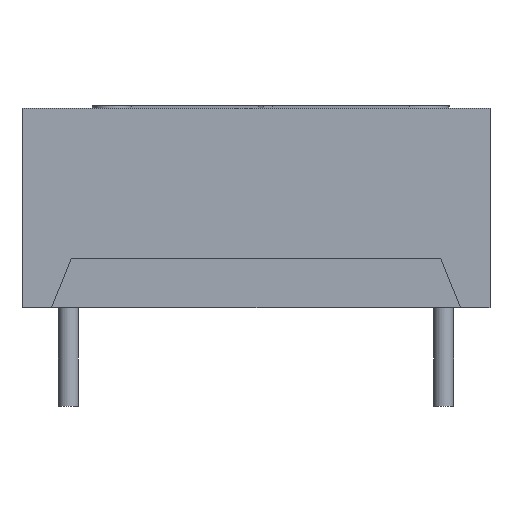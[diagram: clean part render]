
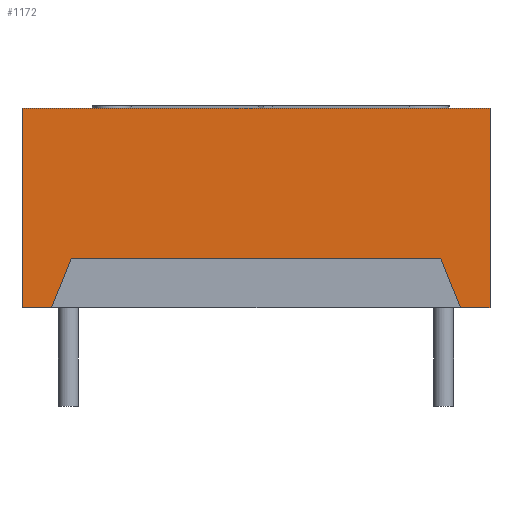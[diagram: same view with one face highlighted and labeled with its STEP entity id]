
A CAD part, front view. The second image highlights one B-rep face of the part: STEP entity #1172.
In plain terms, the highlighted planar face has unit normal (0, -1, 0).
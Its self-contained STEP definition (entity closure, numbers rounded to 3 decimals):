
#13=DIRECTION('',(0.,0.,1.));
#38=VECTOR('',#13,1.);
#62=VERTEX_POINT('',#63);
#63=CARTESIAN_POINT('',(17.12,-31.5,8.1));
#66=DIRECTION('',(0.,-1.,0.));
#67=ORIENTED_EDGE('',*,*,#68,.T.);
#68=EDGE_CURVE('',#62,#69,#71,.T.);
#69=VERTEX_POINT('',#70);
#70=CARTESIAN_POINT('',(-1.88,-31.5,8.1));
#71=LINE('',#63,#72);
#72=VECTOR('',#73,1.);
#73=DIRECTION('',(-1.,0.,0.));
#1097=VERTEX_POINT('',#1098);
#1098=CARTESIAN_POINT('',(-1.88,-31.5,0.));
#1103=EDGE_CURVE('',#1097,#69,#1104,.T.);
#1104=LINE('',#1098,#38);
#1142=EDGE_CURVE('',#1143,#62,#1145,.T.);
#1143=VERTEX_POINT('',#1144);
#1144=CARTESIAN_POINT('',(17.12,-31.5,0.));
#1145=LINE('',#1144,#38);
#1172=ADVANCED_FACE('',(#1173),#1206,.T.);
#1173=FACE_BOUND('',#1174,.T.);
#1174=EDGE_LOOP('',(#1175,#1180,#67,#1181,#1182,#1186,#1194,#1200));
#1175=ORIENTED_EDGE('',*,*,#1176,.F.);
#1176=EDGE_CURVE('',#1143,#1177,#1179,.T.);
#1177=VERTEX_POINT('',#1178);
#1178=CARTESIAN_POINT('',(15.92,-31.5,0.));
#1179=LINE('',#1144,#72);
#1180=ORIENTED_EDGE('',*,*,#1142,.T.);
#1181=ORIENTED_EDGE('',*,*,#1103,.F.);
#1182=ORIENTED_EDGE('',*,*,#1183,.F.);
#1183=EDGE_CURVE('',#1184,#1097,#1179,.T.);
#1184=VERTEX_POINT('',#1185);
#1185=CARTESIAN_POINT('',(-0.68,-31.5,0.));
#1186=ORIENTED_EDGE('',*,*,#1187,.F.);
#1187=EDGE_CURVE('',#1188,#1184,#1190,.T.);
#1188=VERTEX_POINT('',#1189);
#1189=CARTESIAN_POINT('',(0.12,-31.5,2.));
#1190=LINE('',#1191,#1192);
#1191=CARTESIAN_POINT('',(0.698,-31.5,3.444));
#1192=VECTOR('',#1193,1.);
#1193=DIRECTION('',(-0.371,0.,-0.928));
#1194=ORIENTED_EDGE('',*,*,#1195,.F.);
#1195=EDGE_CURVE('',#1196,#1188,#1198,.T.);
#1196=VERTEX_POINT('',#1197);
#1197=CARTESIAN_POINT('',(15.12,-31.5,2.));
#1198=LINE('',#1199,#72);
#1199=CARTESIAN_POINT('',(8.12,-31.5,2.));
#1200=ORIENTED_EDGE('',*,*,#1201,.F.);
#1201=EDGE_CURVE('',#1177,#1196,#1202,.T.);
#1202=LINE('',#1203,#1204);
#1203=CARTESIAN_POINT('',(15.853,-31.5,0.168));
#1204=VECTOR('',#1205,1.);
#1205=DIRECTION('',(-0.371,0.,0.928));
#1206=PLANE('',#1207);
#1207=AXIS2_PLACEMENT_3D('',#1144,#66,#73);
